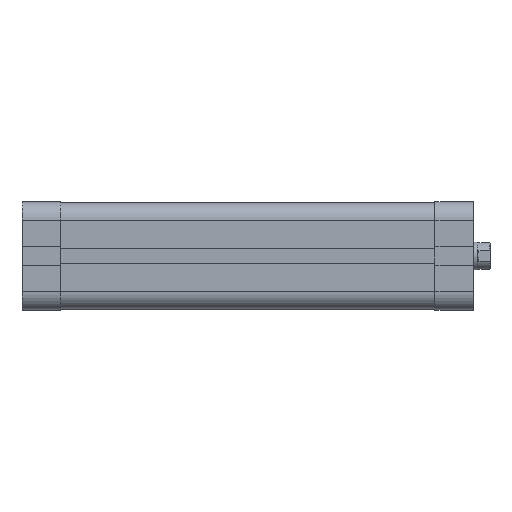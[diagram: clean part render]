
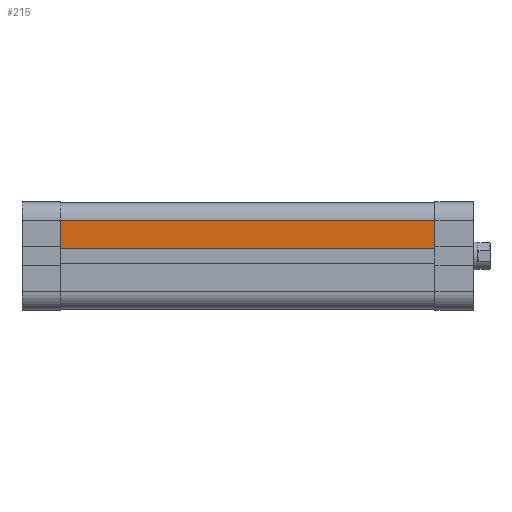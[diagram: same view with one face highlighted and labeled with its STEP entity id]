
A CAD part, top view. The second image highlights one B-rep face of the part: STEP entity #215.
In plain terms, the highlighted face is planar.
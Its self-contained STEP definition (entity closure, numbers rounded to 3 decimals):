
#215 = ADVANCED_FACE ( 'NONE', ( #2647 ), #4428, .T. ) ;
#585 = VERTEX_POINT ( 'NONE', #5004 ) ;
#586 = VERTEX_POINT ( 'NONE', #5005 ) ;
#709 = VERTEX_POINT ( 'NONE', #5123 ) ;
#734 = VERTEX_POINT ( 'NONE', #5145 ) ;
#1718 = EDGE_LOOP ( 'NONE', ( #2283, #2285, #2279, #2286 ) ) ;
#2279 = ORIENTED_EDGE ( 'NONE', *, *, #2909, .F. ) ;
#2283 = ORIENTED_EDGE ( 'NONE', *, *, #2908, .T. ) ;
#2285 = ORIENTED_EDGE ( 'NONE', *, *, #2912, .F. ) ;
#2286 = ORIENTED_EDGE ( 'NONE', *, *, #2905, .T. ) ;
#2647 = FACE_OUTER_BOUND ( 'NONE', #1718, .T. ) ;
#2905 = EDGE_CURVE ( 'NONE', #709, #586, #5515, .T. ) ;
#2908 = EDGE_CURVE ( 'NONE', #586, #734, #5531, .T. ) ;
#2909 = EDGE_CURVE ( 'NONE', #709, #585, #5543, .T. ) ;
#2912 = EDGE_CURVE ( 'NONE', #585, #734, #5548, .T. ) ;
#3543 = AXIS2_PLACEMENT_3D ( 'NONE', #4431, #4436, #4437 ) ;
#4428 = PLANE ( 'NONE',  #3543 ) ;
#4431 = CARTESIAN_POINT ( 'NONE',  ( 6.25, 0., -136. ) ) ;
#4436 = DIRECTION ( 'NONE',  ( 0., -1., 0. ) ) ;
#4437 = DIRECTION ( 'NONE',  ( 0., 0., -1. ) ) ;
#5004 = CARTESIAN_POINT ( 'NONE',  ( 6.25, 0., 0. ) ) ;
#5005 = CARTESIAN_POINT ( 'NONE',  ( 16.55, 0., -136. ) ) ;
#5123 = CARTESIAN_POINT ( 'NONE',  ( 6.25, 0., -136. ) ) ;
#5145 = CARTESIAN_POINT ( 'NONE',  ( 16.55, 0., 0. ) ) ;
#5515 = LINE ( 'NONE', #6416, #5535 ) ;
#5531 = LINE ( 'NONE', #6420, #5541 ) ;
#5535 = VECTOR ( 'NONE', #6419, 1000. ) ;
#5541 = VECTOR ( 'NONE', #6425, 1000. ) ;
#5543 = LINE ( 'NONE', #6426, #5544 ) ;
#5544 = VECTOR ( 'NONE', #6427, 1000. ) ;
#5548 = LINE ( 'NONE', #6433, #5549 ) ;
#5549 = VECTOR ( 'NONE', #6434, 1000. ) ;
#6416 = CARTESIAN_POINT ( 'NONE',  ( 6.25, 0., -136. ) ) ;
#6419 = DIRECTION ( 'NONE',  ( 1., 0., 0. ) ) ;
#6420 = CARTESIAN_POINT ( 'NONE',  ( 16.55, 0., -136. ) ) ;
#6425 = DIRECTION ( 'NONE',  ( 0., 0., 1. ) ) ;
#6426 = CARTESIAN_POINT ( 'NONE',  ( 6.25, 0., -136. ) ) ;
#6427 = DIRECTION ( 'NONE',  ( 0., 0., 1. ) ) ;
#6433 = CARTESIAN_POINT ( 'NONE',  ( 6.25, 0., 0. ) ) ;
#6434 = DIRECTION ( 'NONE',  ( 1., 0., 0. ) ) ;
